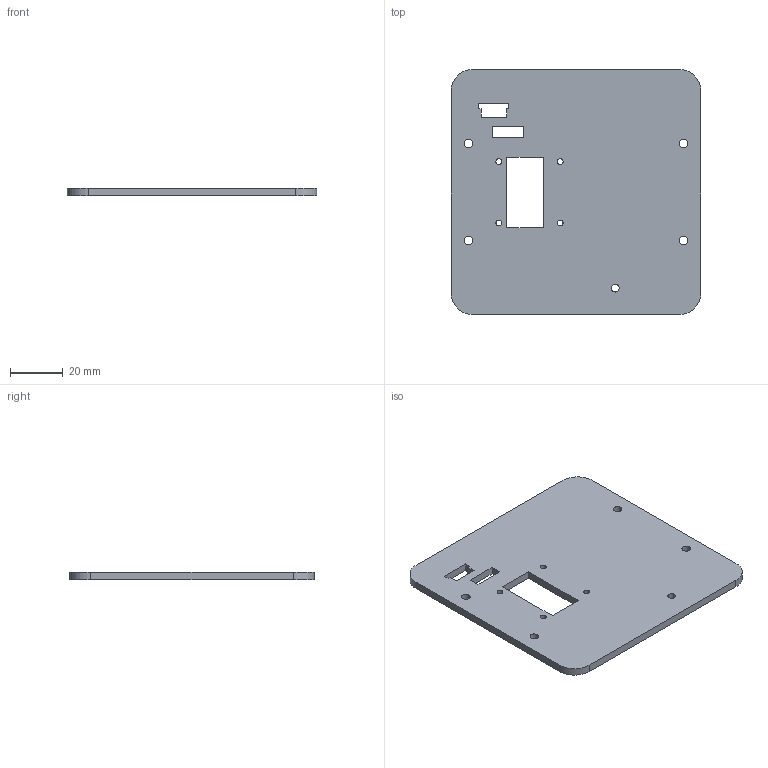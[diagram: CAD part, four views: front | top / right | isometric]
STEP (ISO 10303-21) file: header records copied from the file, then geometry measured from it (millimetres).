
FILE_DESCRIPTION(('FreeCAD Model'),'2;1');
FILE_NAME('Open CASCADE Shape Model','2023-02-23T15:54:31',(''),(''), 'Open CASCADE STEP processor 7.6','FreeCAD','Unknown');
FILE_SCHEMA(('AUTOMOTIVE_DESIGN { 1 0 10303 214 1 1 1 1 }'));
Length unit declared in the file: millimetre
Products named in the file (1): Header007
Bounding box: 94.8 x 93 x 3 mm (x, y, z)
Volume: 24681.7 mm3; surface area: 18213.5 mm2
Topology: 1 solids, 1 shells, 35 faces, 99 edges, 66 vertices
Faces by surface type: plane 22, cylinder 13
Full cylindrical faces by diameter (mm): 2.2 x4, 3 x1, 3.2 x4
Entity records: 2498 total; most frequent: CARTESIAN_POINT 399, DIRECTION 395, LINE 245, VECTOR 245, ORIENTED_EDGE 198, PCURVE 198, DEFINITIONAL_REPRESENTATION 198, EDGE_CURVE 99
